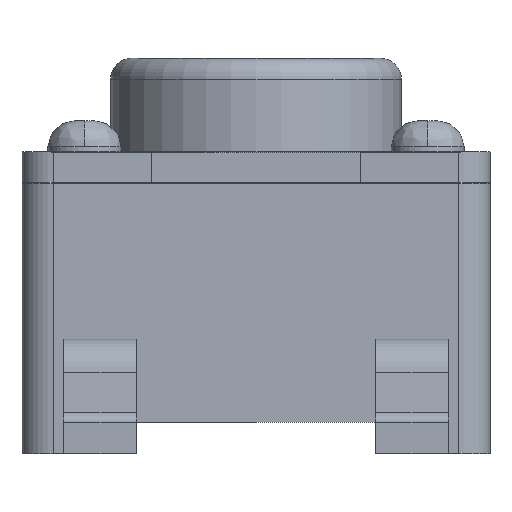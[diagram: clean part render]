
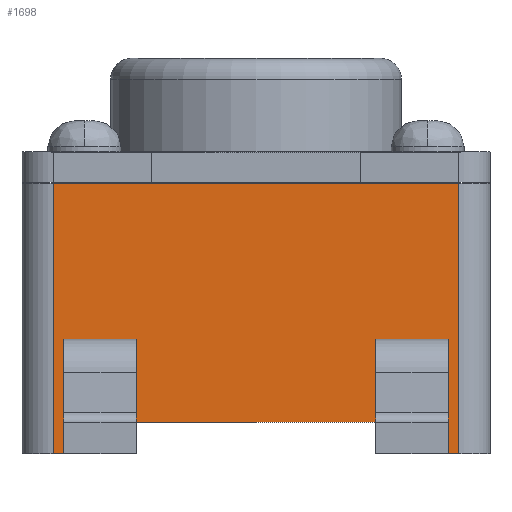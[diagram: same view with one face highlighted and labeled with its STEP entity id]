
A CAD part, left-side view. The second image highlights one B-rep face of the part: STEP entity #1698.
In plain terms, the highlighted planar face has unit normal (-1, 0, 0).
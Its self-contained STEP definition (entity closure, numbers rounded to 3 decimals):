
#118 = VERTEX_POINT('',#119);
#119 = CARTESIAN_POINT('',(-2.25,1.25,0.));
#125 = EDGE_CURVE('',#126,#118,#128,.T.);
#126 = VERTEX_POINT('',#127);
#127 = CARTESIAN_POINT('',(-2.25,1.95,0.));
#128 = LINE('',#129,#130);
#129 = CARTESIAN_POINT('',(-2.25,1.95,
    0.));
#130 = VECTOR('',#131,1.);
#131 = DIRECTION('',(0.,-1.,0.));
#197 = EDGE_CURVE('',#198,#200,#202,.T.);
#198 = VERTEX_POINT('',#199);
#199 = CARTESIAN_POINT('',(-2.25,-1.25,0.));
#200 = VERTEX_POINT('',#201);
#201 = CARTESIAN_POINT('',(-2.25,-1.95,0.));
#202 = LINE('',#203,#204);
#203 = CARTESIAN_POINT('',(-2.25,-1.25,
    0.));
#204 = VECTOR('',#205,1.);
#205 = DIRECTION('',(0.,-1.,0.));
#255 = EDGE_CURVE('',#256,#126,#258,.T.);
#256 = VERTEX_POINT('',#257);
#257 = CARTESIAN_POINT('',(-2.25,1.95,2.6));
#258 = LINE('',#259,#260);
#259 = CARTESIAN_POINT('',(-2.25,1.95,2.6)
  );
#260 = VECTOR('',#261,1.);
#261 = DIRECTION('',(0.,0.,-1.));
#901 = VERTEX_POINT('',#902);
#902 = CARTESIAN_POINT('',(-2.25,1.25,0.3));
#908 = EDGE_CURVE('',#118,#901,#909,.T.);
#909 = LINE('',#910,#911);
#910 = CARTESIAN_POINT('',(-2.25,1.25,
    0.));
#911 = VECTOR('',#912,1.);
#912 = DIRECTION('',(0.,0.,1.));
#1365 = EDGE_CURVE('',#198,#1366,#1368,.T.);
#1366 = VERTEX_POINT('',#1367);
#1367 = CARTESIAN_POINT('',(-2.25,-1.25,0.3));
#1368 = LINE('',#1369,#1370);
#1369 = CARTESIAN_POINT('',(-2.25,-1.25,
    0.));
#1370 = VECTOR('',#1371,1.);
#1371 = DIRECTION('',(0.,0.,1.));
#1399 = VERTEX_POINT('',#1400);
#1400 = CARTESIAN_POINT('',(-2.25,1.15,0.8));
#1407 = EDGE_CURVE('',#1399,#1408,#1410,.T.);
#1408 = VERTEX_POINT('',#1409);
#1409 = CARTESIAN_POINT('',(-2.25,1.85,0.8));
#1410 = LINE('',#1411,#1412);
#1411 = CARTESIAN_POINT('',(-2.25,1.15,0.8
    ));
#1412 = VECTOR('',#1413,1.);
#1413 = DIRECTION('',(0.,1.,0.));
#1537 = EDGE_CURVE('',#1538,#200,#1540,.T.);
#1538 = VERTEX_POINT('',#1539);
#1539 = CARTESIAN_POINT('',(-2.25,-1.95,2.6));
#1540 = LINE('',#1541,#1542);
#1541 = CARTESIAN_POINT('',(-2.25,-1.95,
    2.6));
#1542 = VECTOR('',#1543,1.);
#1543 = DIRECTION('',(0.,0.,-1.));
#1698 = ADVANCED_FACE('',(#1699,#1719,#1744),#1778,.T.);
#1699 = FACE_BOUND('',#1700,.T.);
#1700 = EDGE_LOOP('',(#1701,#1702,#1703,#1704,#1710,#1711,#1712,#1713));
#1701 = ORIENTED_EDGE('',*,*,#255,.T.);
#1702 = ORIENTED_EDGE('',*,*,#125,.T.);
#1703 = ORIENTED_EDGE('',*,*,#908,.T.);
#1704 = ORIENTED_EDGE('',*,*,#1705,.T.);
#1705 = EDGE_CURVE('',#901,#1366,#1706,.T.);
#1706 = LINE('',#1707,#1708);
#1707 = CARTESIAN_POINT('',(-2.25,1.25,0.3
    ));
#1708 = VECTOR('',#1709,1.);
#1709 = DIRECTION('',(0.,-1.,0.));
#1710 = ORIENTED_EDGE('',*,*,#1365,.F.);
#1711 = ORIENTED_EDGE('',*,*,#197,.T.);
#1712 = ORIENTED_EDGE('',*,*,#1537,.F.);
#1713 = ORIENTED_EDGE('',*,*,#1714,.T.);
#1714 = EDGE_CURVE('',#1538,#256,#1715,.T.);
#1715 = LINE('',#1716,#1717);
#1716 = CARTESIAN_POINT('',(-2.25,-1.95,
    2.6));
#1717 = VECTOR('',#1718,1.);
#1718 = DIRECTION('',(0.,1.,0.));
#1719 = FACE_BOUND('',#1720,.T.);
#1720 = EDGE_LOOP('',(#1721,#1729,#1737,#1743));
#1721 = ORIENTED_EDGE('',*,*,#1722,.T.);
#1722 = EDGE_CURVE('',#1408,#1723,#1725,.T.);
#1723 = VERTEX_POINT('',#1724);
#1724 = CARTESIAN_POINT('',(-2.25,1.85,1.1));
#1725 = LINE('',#1726,#1727);
#1726 = CARTESIAN_POINT('',(-2.25,1.85,0.8
    ));
#1727 = VECTOR('',#1728,1.);
#1728 = DIRECTION('',(0.,0.,1.));
#1729 = ORIENTED_EDGE('',*,*,#1730,.F.);
#1730 = EDGE_CURVE('',#1731,#1723,#1733,.T.);
#1731 = VERTEX_POINT('',#1732);
#1732 = CARTESIAN_POINT('',(-2.25,1.15,1.1));
#1733 = LINE('',#1734,#1735);
#1734 = CARTESIAN_POINT('',(-2.25,1.15,1.1
    ));
#1735 = VECTOR('',#1736,1.);
#1736 = DIRECTION('',(0.,1.,0.));
#1737 = ORIENTED_EDGE('',*,*,#1738,.F.);
#1738 = EDGE_CURVE('',#1399,#1731,#1739,.T.);
#1739 = LINE('',#1740,#1741);
#1740 = CARTESIAN_POINT('',(-2.25,1.15,0.8
    ));
#1741 = VECTOR('',#1742,1.);
#1742 = DIRECTION('',(0.,0.,1.));
#1743 = ORIENTED_EDGE('',*,*,#1407,.T.);
#1744 = FACE_BOUND('',#1745,.T.);
#1745 = EDGE_LOOP('',(#1746,#1756,#1764,#1772));
#1746 = ORIENTED_EDGE('',*,*,#1747,.F.);
#1747 = EDGE_CURVE('',#1748,#1750,#1752,.T.);
#1748 = VERTEX_POINT('',#1749);
#1749 = CARTESIAN_POINT('',(-2.25,-1.85,0.8));
#1750 = VERTEX_POINT('',#1751);
#1751 = CARTESIAN_POINT('',(-2.25,-1.85,1.1));
#1752 = LINE('',#1753,#1754);
#1753 = CARTESIAN_POINT('',(-2.25,-1.85,
    0.8));
#1754 = VECTOR('',#1755,1.);
#1755 = DIRECTION('',(0.,0.,1.));
#1756 = ORIENTED_EDGE('',*,*,#1757,.T.);
#1757 = EDGE_CURVE('',#1748,#1758,#1760,.T.);
#1758 = VERTEX_POINT('',#1759);
#1759 = CARTESIAN_POINT('',(-2.25,-1.15,0.8));
#1760 = LINE('',#1761,#1762);
#1761 = CARTESIAN_POINT('',(-2.25,-1.85,
    0.8));
#1762 = VECTOR('',#1763,1.);
#1763 = DIRECTION('',(0.,1.,0.));
#1764 = ORIENTED_EDGE('',*,*,#1765,.T.);
#1765 = EDGE_CURVE('',#1758,#1766,#1768,.T.);
#1766 = VERTEX_POINT('',#1767);
#1767 = CARTESIAN_POINT('',(-2.25,-1.15,1.1));
#1768 = LINE('',#1769,#1770);
#1769 = CARTESIAN_POINT('',(-2.25,-1.15,
    0.8));
#1770 = VECTOR('',#1771,1.);
#1771 = DIRECTION('',(0.,0.,1.));
#1772 = ORIENTED_EDGE('',*,*,#1773,.F.);
#1773 = EDGE_CURVE('',#1750,#1766,#1774,.T.);
#1774 = LINE('',#1775,#1776);
#1775 = CARTESIAN_POINT('',(-2.25,-1.85,
    1.1));
#1776 = VECTOR('',#1777,1.);
#1777 = DIRECTION('',(0.,1.,0.));
#1778 = PLANE('',#1779);
#1779 = AXIS2_PLACEMENT_3D('',#1780,#1781,#1782);
#1780 = CARTESIAN_POINT('',(-2.25,2.25,0.));
#1781 = DIRECTION('',(-1.,0.,0.));
#1782 = DIRECTION('',(0.,-1.,0.));
